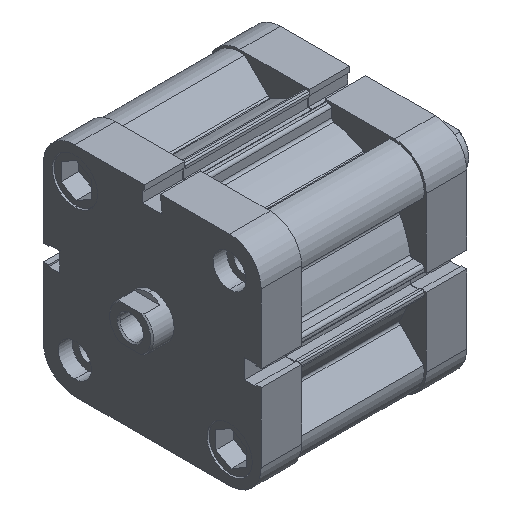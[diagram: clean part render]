
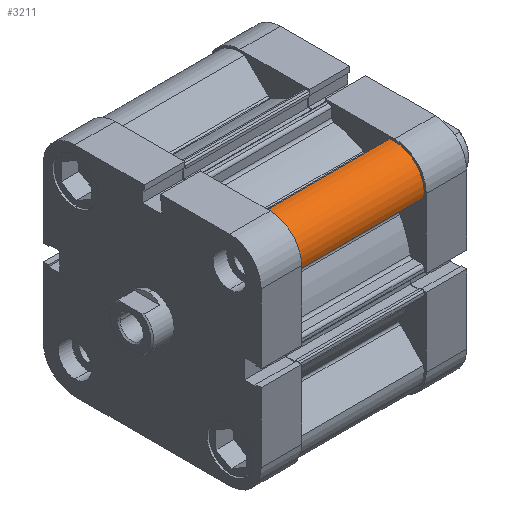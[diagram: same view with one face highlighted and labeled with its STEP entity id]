
A CAD part, isometric view. The second image highlights one B-rep face of the part: STEP entity #3211.
In plain terms, the highlighted cylindrical face has radius 10.75 mm (diameter 21.5 mm), a partial arc.
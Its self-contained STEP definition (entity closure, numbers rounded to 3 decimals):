
#765 = ORIENTED_EDGE ( 'NONE', *, *, #4903, .F. ) ;
#768 = ORIENTED_EDGE ( 'NONE', *, *, #4855, .T. ) ;
#775 = ORIENTED_EDGE ( 'NONE', *, *, #4747, .F. ) ;
#776 = ORIENTED_EDGE ( 'NONE', *, *, #4910, .T. ) ;
#823 = CIRCLE ( 'NONE', #5510, 10.75 ) ;
#987 = CIRCLE ( 'NONE', #5555, 10.75 ) ;
#1064 = LINE ( 'NONE', #1912, #1065 ) ;
#1065 = VECTOR ( 'NONE', #1913, 1000. ) ;
#1078 = LINE ( 'NONE', #1926, #1079 ) ;
#1079 = VECTOR ( 'NONE', #1927, 1000. ) ;
#1789 = CARTESIAN_POINT ( 'NONE',  ( 28.25, -28.25, 0. ) ) ;
#1797 = DIRECTION ( 'NONE',  ( 0., 0., 1. ) ) ;
#1798 = DIRECTION ( 'NONE',  ( -1., 0., 0. ) ) ;
#1912 = CARTESIAN_POINT ( 'NONE',  ( 38.853, -26.479, 45.5 ) ) ;
#1913 = DIRECTION ( 'NONE',  ( 0., 0., -1. ) ) ;
#1926 = CARTESIAN_POINT ( 'NONE',  ( 26.479, -38.853, 45.5 ) ) ;
#1927 = DIRECTION ( 'NONE',  ( 0., 0., -1. ) ) ;
#2879 = CARTESIAN_POINT ( 'NONE',  ( 26.479, -38.853, 0. ) ) ;
#2880 = CARTESIAN_POINT ( 'NONE',  ( 38.853, -26.479, 0. ) ) ;
#2973 = CARTESIAN_POINT ( 'NONE',  ( 38.853, -26.479, 45.5 ) ) ;
#2974 = CARTESIAN_POINT ( 'NONE',  ( 26.479, -38.853, 45.5 ) ) ;
#3211 = ADVANCED_FACE ( 'NONE', ( #6658 ), #6657, .T. ) ;
#3446 = DIRECTION ( 'NONE',  ( 0., 0., -1. ) ) ;
#3449 = DIRECTION ( 'NONE',  ( -1., 0., 0. ) ) ;
#3454 = CARTESIAN_POINT ( 'NONE',  ( 28.25, -28.25, 45.5 ) ) ;
#4487 = CARTESIAN_POINT ( 'NONE',  ( 28.25, -28.25, 45.5 ) ) ;
#4503 = DIRECTION ( 'NONE',  ( 0., 0., 1. ) ) ;
#4504 = DIRECTION ( 'NONE',  ( -1., 0., 0. ) ) ;
#4747 = EDGE_CURVE ( 'NONE', #7654, #7653, #823, .T. ) ;
#4855 = EDGE_CURVE ( 'NONE', #7559, #7560, #987, .T. ) ;
#4903 = EDGE_CURVE ( 'NONE', #7653, #7560, #1064, .T. ) ;
#4910 = EDGE_CURVE ( 'NONE', #7654, #7559, #1078, .T. ) ;
#5262 = AXIS2_PLACEMENT_3D ( 'NONE', #3454, #3446, #3449 ) ;
#5510 = AXIS2_PLACEMENT_3D ( 'NONE', #4487, #4503, #4504 ) ;
#5555 = AXIS2_PLACEMENT_3D ( 'NONE', #1789, #1797, #1798 ) ;
#6497 = EDGE_LOOP ( 'NONE', ( #768, #765, #775, #776 ) ) ;
#6657 = CYLINDRICAL_SURFACE ( 'NONE', #5262, 10.75 ) ;
#6658 = FACE_OUTER_BOUND ( 'NONE', #6497, .T. ) ;
#7559 = VERTEX_POINT ( 'NONE', #2879 ) ;
#7560 = VERTEX_POINT ( 'NONE', #2880 ) ;
#7653 = VERTEX_POINT ( 'NONE', #2973 ) ;
#7654 = VERTEX_POINT ( 'NONE', #2974 ) ;
